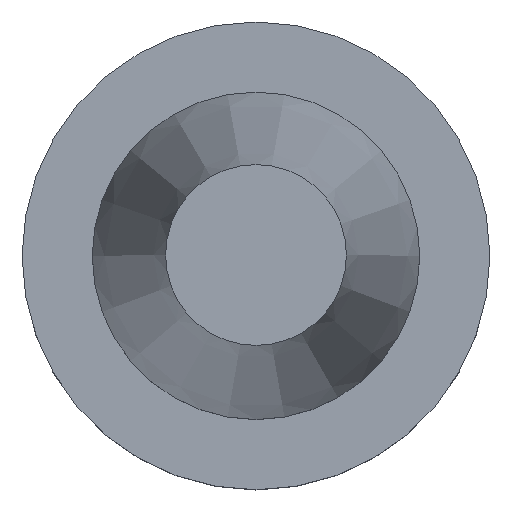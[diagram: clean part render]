
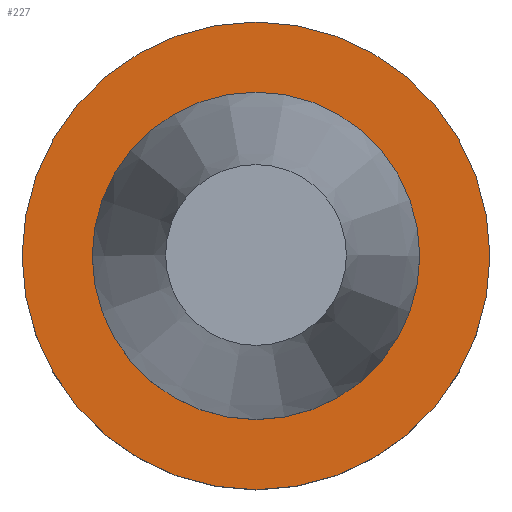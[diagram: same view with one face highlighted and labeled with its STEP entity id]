
A CAD part, top view. The second image highlights one B-rep face of the part: STEP entity #227.
In plain terms, the highlighted planar face has unit normal (0, 0, 1).
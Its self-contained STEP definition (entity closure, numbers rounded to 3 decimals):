
#1 = CARTESIAN_POINT ( 'NONE',  ( 0., 0., -3.175 ) ) ;
#7 = CARTESIAN_POINT ( 'NONE',  ( 31.75, 0., -3.175 ) ) ;
#14 = VERTEX_POINT ( 'NONE', #273 ) ;
#20 = DIRECTION ( 'NONE',  ( 0., 0., 1. ) ) ;
#22 = EDGE_CURVE ( 'NONE', #123, #123, #208, .T. ) ;
#25 = AXIS2_PLACEMENT_3D ( 'NONE', #75, #20, #137 ) ;
#30 = DIRECTION ( 'NONE',  ( -1., 0., 0. ) ) ;
#75 = CARTESIAN_POINT ( 'NONE',  ( 0., 0., -3.175 ) ) ;
#99 = EDGE_LOOP ( 'NONE', ( #368 ) ) ;
#113 = PLANE ( 'NONE',  #390 ) ;
#123 = VERTEX_POINT ( 'NONE', #7 ) ;
#137 = DIRECTION ( 'NONE',  ( 1., 0., 0. ) ) ;
#147 = CIRCLE ( 'NONE', #258, 22.225 ) ;
#152 = DIRECTION ( 'NONE',  ( 1., 0., 0. ) ) ;
#207 = CARTESIAN_POINT ( 'NONE',  ( 0., 31.75, -3.175 ) ) ;
#208 = CIRCLE ( 'NONE', #25, 31.75 ) ;
#217 = ORIENTED_EDGE ( 'NONE', *, *, #22, .T. ) ;
#227 = ADVANCED_FACE ( 'NONE', ( #354, #391 ), #113, .F. ) ;
#244 = EDGE_LOOP ( 'NONE', ( #217 ) ) ;
#258 = AXIS2_PLACEMENT_3D ( 'NONE', #1, #267, #152 ) ;
#266 = EDGE_CURVE ( 'NONE', #14, #14, #147, .T. ) ;
#267 = DIRECTION ( 'NONE',  ( 0., 0., 1. ) ) ;
#273 = CARTESIAN_POINT ( 'NONE',  ( 22.225, 0., -3.175 ) ) ;
#325 = DIRECTION ( 'NONE',  ( 0., 0., -1. ) ) ;
#354 = FACE_BOUND ( 'NONE', #99, .T. ) ;
#368 = ORIENTED_EDGE ( 'NONE', *, *, #266, .F. ) ;
#390 = AXIS2_PLACEMENT_3D ( 'NONE', #207, #325, #30 ) ;
#391 = FACE_OUTER_BOUND ( 'NONE', #244, .T. ) ;
